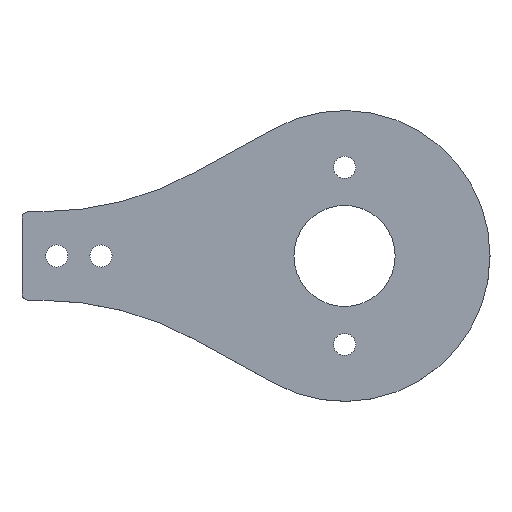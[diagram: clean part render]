
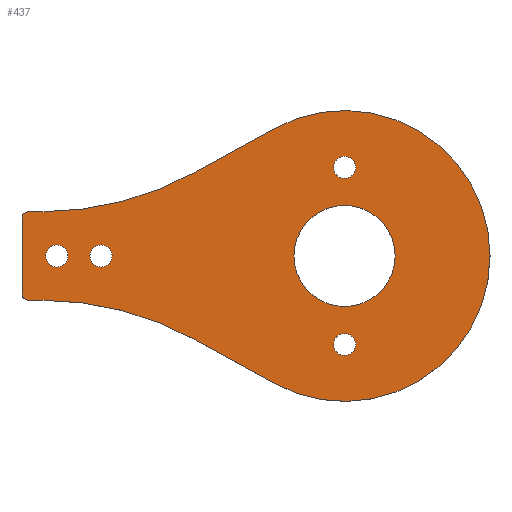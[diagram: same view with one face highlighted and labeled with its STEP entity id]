
A CAD part, top view. The second image highlights one B-rep face of the part: STEP entity #437.
In plain terms, the highlighted planar face has unit normal (0, 0, 1).
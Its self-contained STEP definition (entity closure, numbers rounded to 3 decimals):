
#22=FACE_BOUND('',#99,.T.);
#23=FACE_BOUND('',#100,.T.);
#24=FACE_BOUND('',#101,.T.);
#25=FACE_BOUND('',#102,.T.);
#26=FACE_BOUND('',#103,.T.);
#33=PLANE('',#496);
#65=FACE_OUTER_BOUND('',#98,.T.);
#98=EDGE_LOOP('',(#358,#359,#360,#361,#362,#363,#364,#365,#366,#367));
#99=EDGE_LOOP('',(#368));
#100=EDGE_LOOP('',(#369));
#101=EDGE_LOOP('',(#370));
#102=EDGE_LOOP('',(#371));
#103=EDGE_LOOP('',(#372));
#133=LINE('',#733,#163);
#135=LINE('',#737,#165);
#136=LINE('',#741,#166);
#137=LINE('',#745,#167);
#138=LINE('',#749,#168);
#163=VECTOR('',#596,10.);
#165=VECTOR('',#600,10.);
#166=VECTOR('',#603,10.);
#167=VECTOR('',#606,10.);
#168=VECTOR('',#609,10.);
#182=CIRCLE('',#470,8.);
#192=CIRCLE('',#482,1.75);
#195=CIRCLE('',#487,1.75);
#198=CIRCLE('',#494,1.);
#199=CIRCLE('',#497,50.);
#200=CIRCLE('',#498,23.);
#201=CIRCLE('',#499,50.);
#202=CIRCLE('',#500,1.);
#203=CIRCLE('',#501,1.75);
#204=CIRCLE('',#502,1.75);
#211=VERTEX_POINT('',#671);
#226=VERTEX_POINT('',#704);
#229=VERTEX_POINT('',#713);
#232=VERTEX_POINT('',#726);
#233=VERTEX_POINT('',#727);
#234=VERTEX_POINT('',#732);
#235=VERTEX_POINT('',#736);
#236=VERTEX_POINT('',#738);
#237=VERTEX_POINT('',#740);
#238=VERTEX_POINT('',#742);
#239=VERTEX_POINT('',#744);
#240=VERTEX_POINT('',#746);
#241=VERTEX_POINT('',#748);
#242=VERTEX_POINT('',#751);
#243=VERTEX_POINT('',#753);
#251=EDGE_CURVE('',#211,#211,#182,.T.);
#267=EDGE_CURVE('',#226,#226,#192,.T.);
#271=EDGE_CURVE('',#229,#229,#195,.T.);
#277=EDGE_CURVE('',#232,#233,#198,.T.);
#280=EDGE_CURVE('',#234,#233,#133,.T.);
#282=EDGE_CURVE('',#232,#235,#135,.T.);
#283=EDGE_CURVE('',#236,#235,#199,.T.);
#284=EDGE_CURVE('',#236,#237,#136,.T.);
#285=EDGE_CURVE('',#237,#238,#200,.T.);
#286=EDGE_CURVE('',#238,#239,#137,.T.);
#287=EDGE_CURVE('',#240,#239,#201,.T.);
#288=EDGE_CURVE('',#240,#241,#138,.T.);
#289=EDGE_CURVE('',#234,#241,#202,.T.);
#290=EDGE_CURVE('',#242,#242,#203,.T.);
#291=EDGE_CURVE('',#243,#243,#204,.T.);
#358=ORIENTED_EDGE('',*,*,#277,.F.);
#359=ORIENTED_EDGE('',*,*,#282,.T.);
#360=ORIENTED_EDGE('',*,*,#283,.F.);
#361=ORIENTED_EDGE('',*,*,#284,.T.);
#362=ORIENTED_EDGE('',*,*,#285,.T.);
#363=ORIENTED_EDGE('',*,*,#286,.T.);
#364=ORIENTED_EDGE('',*,*,#287,.F.);
#365=ORIENTED_EDGE('',*,*,#288,.T.);
#366=ORIENTED_EDGE('',*,*,#289,.F.);
#367=ORIENTED_EDGE('',*,*,#280,.T.);
#368=ORIENTED_EDGE('',*,*,#267,.T.);
#369=ORIENTED_EDGE('',*,*,#271,.T.);
#370=ORIENTED_EDGE('',*,*,#290,.T.);
#371=ORIENTED_EDGE('',*,*,#291,.T.);
#372=ORIENTED_EDGE('',*,*,#251,.T.);
#437=ADVANCED_FACE('',(#65,#22,#23,#24,#25,#26),#33,.T.);
#470=AXIS2_PLACEMENT_3D('',#672,#532,#533);
#482=AXIS2_PLACEMENT_3D('',#705,#562,#563);
#487=AXIS2_PLACEMENT_3D('',#714,#573,#574);
#494=AXIS2_PLACEMENT_3D('',#728,#590,#591);
#496=AXIS2_PLACEMENT_3D('',#735,#598,#599);
#497=AXIS2_PLACEMENT_3D('',#739,#601,#602);
#498=AXIS2_PLACEMENT_3D('',#743,#604,#605);
#499=AXIS2_PLACEMENT_3D('',#747,#607,#608);
#500=AXIS2_PLACEMENT_3D('',#750,#610,#611);
#501=AXIS2_PLACEMENT_3D('',#752,#612,#613);
#502=AXIS2_PLACEMENT_3D('',#754,#614,#615);
#532=DIRECTION('center_axis',(0.,0.,-1.));
#533=DIRECTION('ref_axis',(1.,0.,0.));
#562=DIRECTION('center_axis',(0.,0.,-1.));
#563=DIRECTION('ref_axis',(1.,0.,0.));
#573=DIRECTION('center_axis',(0.,0.,-1.));
#574=DIRECTION('ref_axis',(1.,0.,0.));
#590=DIRECTION('center_axis',(0.,0.,-1.));
#591=DIRECTION('ref_axis',(-0.707,-0.707,0.));
#596=DIRECTION('',(0.,-1.,0.));
#598=DIRECTION('center_axis',(0.,0.,1.));
#599=DIRECTION('ref_axis',(1.,0.,0.));
#600=DIRECTION('',(1.,0.,0.));
#601=DIRECTION('center_axis',(0.,0.,1.));
#602=DIRECTION('ref_axis',(0.249,0.969,0.));
#603=DIRECTION('',(0.876,-0.482,0.));
#604=DIRECTION('center_axis',(0.,0.,1.));
#605=DIRECTION('ref_axis',(-0.482,-0.876,0.));
#606=DIRECTION('',(-0.876,-0.482,0.));
#607=DIRECTION('center_axis',(0.,0.,1.));
#608=DIRECTION('ref_axis',(0.249,-0.969,0.));
#609=DIRECTION('',(-1.,0.,0.));
#610=DIRECTION('center_axis',(0.,0.,-1.));
#611=DIRECTION('ref_axis',(-0.707,0.707,0.));
#612=DIRECTION('center_axis',(0.,0.,-1.));
#613=DIRECTION('ref_axis',(1.,0.,0.));
#614=DIRECTION('center_axis',(0.,0.,-1.));
#615=DIRECTION('ref_axis',(1.,0.,0.));
#671=CARTESIAN_POINT('',(-8.,0.,4.5));
#672=CARTESIAN_POINT('Origin',(0.,0.,4.5));
#704=CARTESIAN_POINT('',(-1.75,-14.,4.5));
#705=CARTESIAN_POINT('Origin',(0.,-14.,4.5));
#713=CARTESIAN_POINT('',(-1.75,14.,4.5));
#714=CARTESIAN_POINT('Origin',(0.,14.,4.5));
#726=CARTESIAN_POINT('',(-50.,-7.,4.5));
#727=CARTESIAN_POINT('',(-51.,-6.,4.5));
#728=CARTESIAN_POINT('Origin',(-50.,-6.,4.5));
#732=CARTESIAN_POINT('',(-51.,6.,4.5));
#733=CARTESIAN_POINT('',(-51.,7.,4.5));
#735=CARTESIAN_POINT('Origin',(-14.,0.,4.5));
#736=CARTESIAN_POINT('',(-47.842,-7.,4.5));
#737=CARTESIAN_POINT('',(-51.,-7.,4.5));
#738=CARTESIAN_POINT('',(-23.747,-13.189,4.5));
#739=CARTESIAN_POINT('Origin',(-47.842,-57.,4.5));
#740=CARTESIAN_POINT('',(-11.084,-20.153,4.5));
#741=CARTESIAN_POINT('',(-35.,-7.,4.5));
#742=CARTESIAN_POINT('',(-11.084,20.153,4.5));
#743=CARTESIAN_POINT('Origin',(0.,0.,4.5));
#744=CARTESIAN_POINT('',(-23.747,13.189,4.5));
#745=CARTESIAN_POINT('',(-11.084,20.153,4.5));
#746=CARTESIAN_POINT('',(-47.842,7.,4.5));
#747=CARTESIAN_POINT('Origin',(-47.842,57.,4.5));
#748=CARTESIAN_POINT('',(-50.,7.,4.5));
#749=CARTESIAN_POINT('',(-35.,7.,4.5));
#750=CARTESIAN_POINT('Origin',(-50.,6.,4.5));
#751=CARTESIAN_POINT('',(-40.25,0.,4.5));
#752=CARTESIAN_POINT('Origin',(-38.5,0.,4.5));
#753=CARTESIAN_POINT('',(-47.25,0.,4.5));
#754=CARTESIAN_POINT('Origin',(-45.5,0.,4.5));
